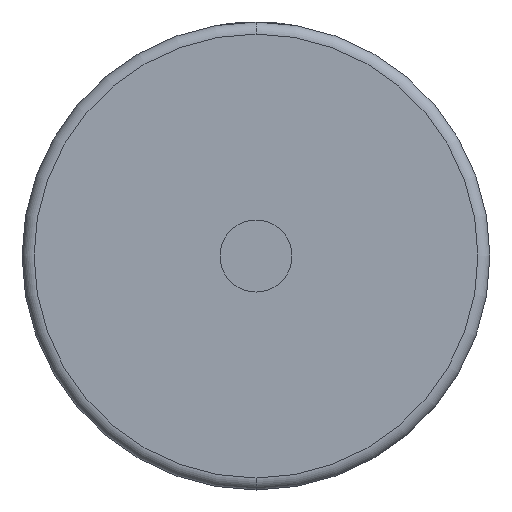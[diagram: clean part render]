
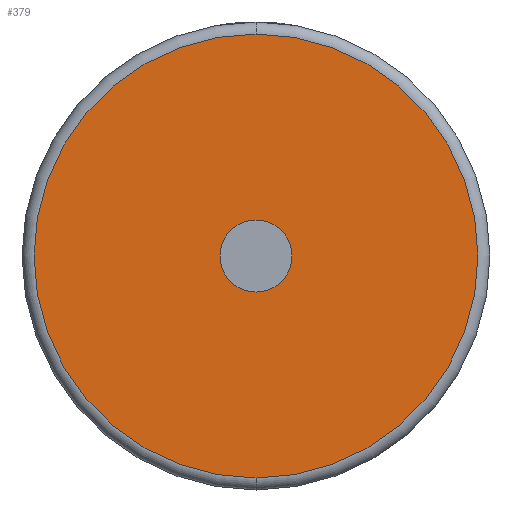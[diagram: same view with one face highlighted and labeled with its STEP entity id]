
A CAD part, front view. The second image highlights one B-rep face of the part: STEP entity #379.
In plain terms, the highlighted planar face has unit normal (0, -1, 0).
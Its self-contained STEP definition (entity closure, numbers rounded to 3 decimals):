
#49 = EDGE_LOOP ( 'NONE', ( #3144, #274 ) ) ;
#259 = DIRECTION ( 'NONE',  ( 0., 0., 1. ) ) ;
#274 = ORIENTED_EDGE ( 'NONE', *, *, #1120, .T. ) ;
#282 = DIRECTION ( 'NONE',  ( 0., -1., 0. ) ) ;
#334 = CIRCLE ( 'NONE', #2362, 6. ) ;
#345 = FACE_BOUND ( 'NONE', #3235, .T. ) ;
#379 = ADVANCED_FACE ( 'NONE', ( #3727, #345 ), #2144, .F. ) ;
#929 = ORIENTED_EDGE ( 'NONE', *, *, #2844, .F. ) ;
#939 = AXIS2_PLACEMENT_3D ( 'NONE', #3658, #2788, #1357 ) ;
#1120 = EDGE_CURVE ( 'NONE', #1847, #3366, #1773, .T. ) ;
#1127 = AXIS2_PLACEMENT_3D ( 'NONE', #1972, #3164, #259 ) ;
#1274 = DIRECTION ( 'NONE',  ( 0., 1., 0. ) ) ;
#1290 = DIRECTION ( 'NONE',  ( 0., 0., 1. ) ) ;
#1356 = CARTESIAN_POINT ( 'NONE',  ( 0., 0., 6. ) ) ;
#1357 = DIRECTION ( 'NONE',  ( 0., 0., 1. ) ) ;
#1407 = CARTESIAN_POINT ( 'NONE',  ( 0., 0., 37. ) ) ;
#1704 = CARTESIAN_POINT ( 'NONE',  ( 0., 0., 0. ) ) ;
#1725 = CIRCLE ( 'NONE', #2791, 37. ) ;
#1773 = CIRCLE ( 'NONE', #1127, 37. ) ;
#1847 = VERTEX_POINT ( 'NONE', #3559 ) ;
#1972 = CARTESIAN_POINT ( 'NONE',  ( 0., 0., 0. ) ) ;
#2093 = CARTESIAN_POINT ( 'NONE',  ( 0., 0., -6. ) ) ;
#2144 = PLANE ( 'NONE',  #3691 ) ;
#2287 = DIRECTION ( 'NONE',  ( 0., 0., 1. ) ) ;
#2291 = ORIENTED_EDGE ( 'NONE', *, *, #3295, .F. ) ;
#2362 = AXIS2_PLACEMENT_3D ( 'NONE', #3100, #282, #2287 ) ;
#2556 = VERTEX_POINT ( 'NONE', #2093 ) ;
#2706 = CIRCLE ( 'NONE', #939, 6. ) ;
#2717 = CARTESIAN_POINT ( 'NONE',  ( 0., 0., 0. ) ) ;
#2788 = DIRECTION ( 'NONE',  ( 0., -1., 0. ) ) ;
#2791 = AXIS2_PLACEMENT_3D ( 'NONE', #1704, #3438, #2841 ) ;
#2815 = EDGE_CURVE ( 'NONE', #3366, #1847, #1725, .T. ) ;
#2841 = DIRECTION ( 'NONE',  ( 0., 0., 1. ) ) ;
#2844 = EDGE_CURVE ( 'NONE', #2556, #3378, #334, .T. ) ;
#3100 = CARTESIAN_POINT ( 'NONE',  ( 0., 0., 0. ) ) ;
#3144 = ORIENTED_EDGE ( 'NONE', *, *, #2815, .T. ) ;
#3164 = DIRECTION ( 'NONE',  ( 0., -1., 0. ) ) ;
#3235 = EDGE_LOOP ( 'NONE', ( #2291, #929 ) ) ;
#3295 = EDGE_CURVE ( 'NONE', #3378, #2556, #2706, .T. ) ;
#3366 = VERTEX_POINT ( 'NONE', #1407 ) ;
#3378 = VERTEX_POINT ( 'NONE', #1356 ) ;
#3438 = DIRECTION ( 'NONE',  ( 0., -1., 0. ) ) ;
#3559 = CARTESIAN_POINT ( 'NONE',  ( 0., 0., -37. ) ) ;
#3658 = CARTESIAN_POINT ( 'NONE',  ( 0., 0., 0. ) ) ;
#3691 = AXIS2_PLACEMENT_3D ( 'NONE', #2717, #1274, #1290 ) ;
#3727 = FACE_OUTER_BOUND ( 'NONE', #49, .T. ) ;
